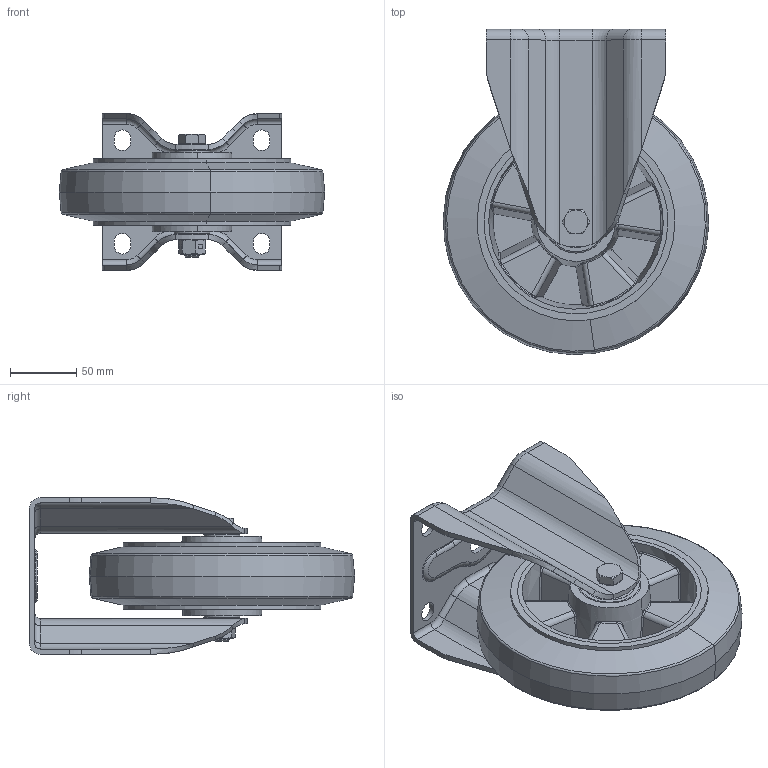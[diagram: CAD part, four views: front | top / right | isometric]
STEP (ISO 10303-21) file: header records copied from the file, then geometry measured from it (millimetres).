
FILE_DESCRIPTION (( 'STEP AP214' ), '1' );
FILE_NAME ('0047345_B-IHB-EGA-200-K_(A-02).step', '2019-06-24T10:54:03', ( '' ), ( '' ), 'SwSTEP 2.0', 'SolidWorks 2018', '' );
FILE_SCHEMA (( 'AUTOMOTIVE_DESIGN' ));
Length unit declared in the file: millimetre
Products named in the file (1): 0047345_B-IHB-EGA-200-K_(A-02)
Bounding box: 199.9 x 244.95 x 118 mm (x, y, z)
Surface area: 282322 mm2 (no closed solid volume)
Topology: 0 solids, 14 shells, 504 faces, 1214 edges, 730 vertices
Faces by surface type: cylinder 138, plane 128, bspline 92, torus 90, cone 56
Entity records: 23833 total; most frequent: CARTESIAN_POINT 6941, DIRECTION 2404, ORIENTED_EDGE 2316, EDGE_CURVE 1214, AXIS2_PLACEMENT_3D 1005, VERTEX_POINT 730, CIRCLE 592, EDGE_LOOP 544
